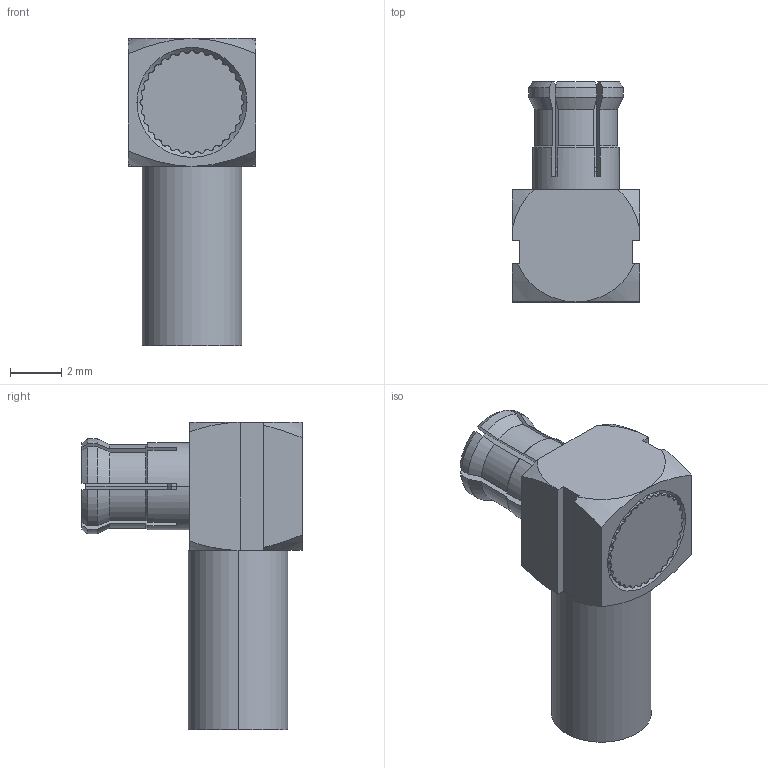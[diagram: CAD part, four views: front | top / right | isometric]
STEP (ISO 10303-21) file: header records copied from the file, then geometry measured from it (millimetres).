
FILE_DESCRIPTION((''),'2;1');
FILE_NAME('919-387P-51A','2016-07-18T',('Rajagopal'),(''),'PRO/ENGINEER BY PARAMETRIC TECHNOLOGY CORPORATION, 2014440','PRO/ENGINEER BY PARAMETRIC TECHNOLOGY CORPORATION, 2014440','');
FILE_SCHEMA(('CONFIG_CONTROL_DESIGN'));
Length unit declared in the file: millimetre
Products named in the file (1): 919-387P-51A
Bounding box: 5 x 8.6 x 12 mm (x, y, z)
Surface area: 661.1 mm2 (no closed solid volume)
Topology: 0 solids, 8 shells, 258 faces, 722 edges, 474 vertices
Faces by surface type: cylinder 145, plane 55, cone 55, bspline 3
Entity records: 8934 total; most frequent: CARTESIAN_POINT 2234, DIRECTION 1490, ORIENTED_EDGE 1308, EDGE_CURVE 720, AXIS2_PLACEMENT_3D 612, VERTEX_POINT 474, CIRCLE 357, EDGE_LOOP 271
